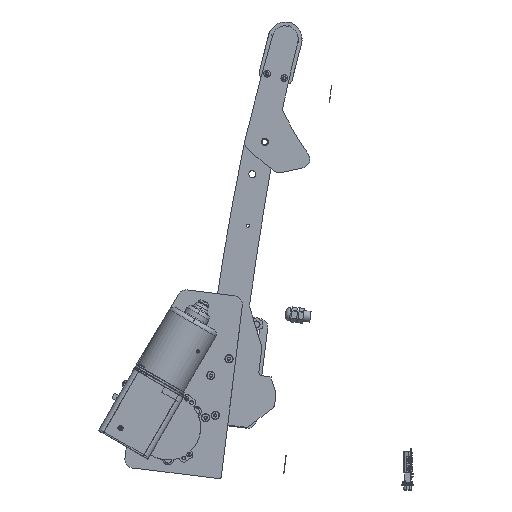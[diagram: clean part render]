
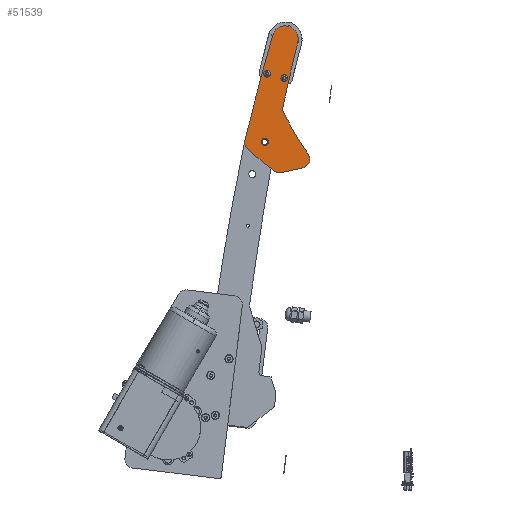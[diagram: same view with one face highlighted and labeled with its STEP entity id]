
A CAD part, left-side view. The second image highlights one B-rep face of the part: STEP entity #51539.
In plain terms, the highlighted face is planar.
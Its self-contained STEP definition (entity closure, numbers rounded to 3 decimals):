
#263 = VERTEX_POINT ( 'NONE', #97901 ) ;
#490 = DIRECTION ( 'NONE',  ( 0., 1., 0. ) ) ;
#953 = CARTESIAN_POINT ( 'NONE',  ( 9.341, 0., 26.569 ) ) ;
#2043 = DIRECTION ( 'NONE',  ( 0., 1., 0. ) ) ;
#2504 = CIRCLE ( 'NONE', #20976, 4000. ) ;
#2599 = DIRECTION ( 'NONE',  ( 0., 0., 1. ) ) ;
#2901 = CIRCLE ( 'NONE', #65147, 4. ) ;
#4955 = ORIENTED_EDGE ( 'NONE', *, *, #108332, .F. ) ;
#5805 = CIRCLE ( 'NONE', #152765, 14.6 ) ;
#6007 = CIRCLE ( 'NONE', #107763, 7. ) ;
#7311 = CARTESIAN_POINT ( 'NONE',  ( 0., 0., 33. ) ) ;
#12361 = CIRCLE ( 'NONE', #89004, 10. ) ;
#12370 = ORIENTED_EDGE ( 'NONE', *, *, #15266, .F. ) ;
#12572 = EDGE_CURVE ( 'NONE', #37353, #110587, #2504, .T. ) ;
#15266 = EDGE_CURVE ( 'NONE', #106843, #263, #87254, .T. ) ;
#15380 = DIRECTION ( 'NONE',  ( 0., 0., 1. ) ) ;
#15512 = AXIS2_PLACEMENT_3D ( 'NONE', #85170, #136261, #59260 ) ;
#15679 = ORIENTED_EDGE ( 'NONE', *, *, #130244, .F. ) ;
#15957 = AXIS2_PLACEMENT_3D ( 'NONE', #75553, #47472, #23765 ) ;
#16783 = VERTEX_POINT ( 'NONE', #42510 ) ;
#18383 = EDGE_CURVE ( 'NONE', #67851, #76933, #62117, .T. ) ;
#20600 = ORIENTED_EDGE ( 'NONE', *, *, #118046, .T. ) ;
#20976 = AXIS2_PLACEMENT_3D ( 'NONE', #58324, #158982, #71252 ) ;
#21477 = AXIS2_PLACEMENT_3D ( 'NONE', #132747, #55211, #130530 ) ;
#22263 = CARTESIAN_POINT ( 'NONE',  ( 9.341, 0., 26.569 ) ) ;
#23765 = DIRECTION ( 'NONE',  ( 0., 0., 1. ) ) ;
#24600 = DIRECTION ( 'NONE',  ( 0., 0., 1. ) ) ;
#26061 = AXIS2_PLACEMENT_3D ( 'NONE', #34521, #48575, #125055 ) ;
#29486 = CARTESIAN_POINT ( 'NONE',  ( 0., 0., 23. ) ) ;
#32011 = EDGE_CURVE ( 'NONE', #88609, #101569, #82177, .T. ) ;
#34521 = CARTESIAN_POINT ( 'NONE',  ( -249.004, 0., 133.138 ) ) ;
#36448 = CARTESIAN_POINT ( 'NONE',  ( -131., 0., -15. ) ) ;
#37353 = VERTEX_POINT ( 'NONE', #79534 ) ;
#37800 = CIRCLE ( 'NONE', #164312, 10. ) ;
#38280 = VERTEX_POINT ( 'NONE', #111237 ) ;
#38427 = CARTESIAN_POINT ( 'NONE',  ( -131., 0., -15. ) ) ;
#39148 = EDGE_CURVE ( 'NONE', #67953, #38280, #141516, .T. ) ;
#39555 = CARTESIAN_POINT ( 'NONE',  ( -216.708, 0., 244.67 ) ) ;
#40613 = PLANE ( 'NONE',  #21477 ) ;
#42510 = CARTESIAN_POINT ( 'NONE',  ( -13.071, 0., -16.128 ) ) ;
#45369 = CARTESIAN_POINT ( 'NONE',  ( 18.236, 0., -3.181 ) ) ;
#47472 = DIRECTION ( 'NONE',  ( 0., 1., 0. ) ) ;
#48163 = DIRECTION ( 'NONE',  ( 0.357, 0., -0.934 ) ) ;
#48575 = DIRECTION ( 'NONE',  ( 0., 1., 0. ) ) ;
#50245 = CARTESIAN_POINT ( 'NONE',  ( 12., 0., 0. ) ) ;
#51453 = ORIENTED_EDGE ( 'NONE', *, *, #120009, .F. ) ;
#51539 = ADVANCED_FACE ( 'NONE', ( #69702, #160198 ), #40613, .F. ) ;
#54813 = DIRECTION ( 'NONE',  ( 0., 1., 0. ) ) ;
#55211 = DIRECTION ( 'NONE',  ( 0., 1., 0. ) ) ;
#56882 = DIRECTION ( 'NONE',  ( 0., 0., 1. ) ) ;
#58324 = CARTESIAN_POINT ( 'NONE',  ( 200.96, 0., 3985.852 ) ) ;
#59111 = EDGE_CURVE ( 'NONE', #156070, #16783, #161019, .T. ) ;
#59260 = DIRECTION ( 'NONE',  ( 0., 0., 1. ) ) ;
#62117 = CIRCLE ( 'NONE', #15957, 3000. ) ;
#63452 = DIRECTION ( 'NONE',  ( 0., -1., 0. ) ) ;
#64740 = AXIS2_PLACEMENT_3D ( 'NONE', #89354, #63452, #24600 ) ;
#65147 = AXIS2_PLACEMENT_3D ( 'NONE', #108008, #135580, #56882 ) ;
#65452 = DIRECTION ( 'NONE',  ( 0., -1., 0. ) ) ;
#65760 = CARTESIAN_POINT ( 'NONE',  ( 0., 0., 23. ) ) ;
#66200 = CARTESIAN_POINT ( 'NONE',  ( -9.4, 0., -35.5 ) ) ;
#67851 = VERTEX_POINT ( 'NONE', #108910 ) ;
#67953 = VERTEX_POINT ( 'NONE', #136258 ) ;
#68155 = ORIENTED_EDGE ( 'NONE', *, *, #59111, .T. ) ;
#69497 = ORIENTED_EDGE ( 'NONE', *, *, #39148, .F. ) ;
#69702 = FACE_BOUND ( 'NONE', #116169, .T. ) ;
#71252 = DIRECTION ( 'NONE',  ( 0., 0., -1. ) ) ;
#72772 = EDGE_CURVE ( 'NONE', #110587, #67953, #121555, .T. ) ;
#75528 = EDGE_LOOP ( 'NONE', ( #69497, #164600, #106965, #138946, #51453, #130103, #135386, #12370, #75879, #112851, #15679, #4955 ) ) ;
#75553 = CARTESIAN_POINT ( 'NONE',  ( 244.012, 0., 2946.753 ) ) ;
#75879 = ORIENTED_EDGE ( 'NONE', *, *, #115186, .F. ) ;
#76933 = VERTEX_POINT ( 'NONE', #115297 ) ;
#79534 = CARTESIAN_POINT ( 'NONE',  ( -129.793, 0., -0.45 ) ) ;
#81845 = AXIS2_PLACEMENT_3D ( 'NONE', #50245, #153708, #152049 ) ;
#82177 = LINE ( 'NONE', #22263, #162702 ) ;
#85170 = CARTESIAN_POINT ( 'NONE',  ( -13.071, 0., -20.128 ) ) ;
#87254 = CIRCLE ( 'NONE', #26061, 300. ) ;
#88609 = VERTEX_POINT ( 'NONE', #953 ) ;
#89004 = AXIS2_PLACEMENT_3D ( 'NONE', #29486, #54813, #15380 ) ;
#89354 = CARTESIAN_POINT ( 'NONE',  ( -54., 0., 1. ) ) ;
#95157 = EDGE_CURVE ( 'NONE', #98703, #37353, #141771, .T. ) ;
#97901 = CARTESIAN_POINT ( 'NONE',  ( -3.676, 0., -39.529 ) ) ;
#98703 = VERTEX_POINT ( 'NONE', #140010 ) ;
#101569 = VERTEX_POINT ( 'NONE', #104942 ) ;
#102196 = DIRECTION ( 'NONE',  ( 0., 1., 0. ) ) ;
#102520 = DIRECTION ( 'NONE',  ( 0., 1., 0. ) ) ;
#104942 = CARTESIAN_POINT ( 'NONE',  ( 18.539, 0., 2.499 ) ) ;
#106843 = VERTEX_POINT ( 'NONE', #45369 ) ;
#106965 = ORIENTED_EDGE ( 'NONE', *, *, #12572, .F. ) ;
#107763 = AXIS2_PLACEMENT_3D ( 'NONE', #66200, #2043, #2599 ) ;
#108008 = CARTESIAN_POINT ( 'NONE',  ( -13.071, 0., -20.128 ) ) ;
#108332 = EDGE_CURVE ( 'NONE', #38280, #130069, #12361, .T. ) ;
#108910 = CARTESIAN_POINT ( 'NONE',  ( -9.993, 0., -42.475 ) ) ;
#110587 = VERTEX_POINT ( 'NONE', #127865 ) ;
#111237 = CARTESIAN_POINT ( 'NONE',  ( -6.991, 0., 30.151 ) ) ;
#112851 = ORIENTED_EDGE ( 'NONE', *, *, #32011, .F. ) ;
#115186 = EDGE_CURVE ( 'NONE', #101569, #106843, #155519, .T. ) ;
#115297 = CARTESIAN_POINT ( 'NONE',  ( -132.834, 0., -29.484 ) ) ;
#115431 = DIRECTION ( 'NONE',  ( 0., 0., 1. ) ) ;
#116169 = EDGE_LOOP ( 'NONE', ( #20600, #68155 ) ) ;
#118046 = EDGE_CURVE ( 'NONE', #16783, #156070, #2901, .T. ) ;
#120009 = EDGE_CURVE ( 'NONE', #76933, #98703, #5805, .T. ) ;
#121555 = CIRCLE ( 'NONE', #64740, 7. ) ;
#123054 = AXIS2_PLACEMENT_3D ( 'NONE', #39555, #65452, #155400 ) ;
#125055 = DIRECTION ( 'NONE',  ( 0., 0., 1. ) ) ;
#125998 = CARTESIAN_POINT ( 'NONE',  ( -13.071, 0., -24.128 ) ) ;
#127865 = CARTESIAN_POINT ( 'NONE',  ( -54.447, 0., -5.986 ) ) ;
#130069 = VERTEX_POINT ( 'NONE', #7311 ) ;
#130103 = ORIENTED_EDGE ( 'NONE', *, *, #18383, .F. ) ;
#130244 = EDGE_CURVE ( 'NONE', #130069, #88609, #37800, .T. ) ;
#130530 = DIRECTION ( 'NONE',  ( 0., 0., 1. ) ) ;
#132747 = CARTESIAN_POINT ( 'NONE',  ( -150., 0., 45. ) ) ;
#135386 = ORIENTED_EDGE ( 'NONE', *, *, #155393, .F. ) ;
#135580 = DIRECTION ( 'NONE',  ( 0., 1., 0. ) ) ;
#136258 = CARTESIAN_POINT ( 'NONE',  ( -50.113, 0., -4.821 ) ) ;
#136261 = DIRECTION ( 'NONE',  ( 0., 1., 0. ) ) ;
#138946 = ORIENTED_EDGE ( 'NONE', *, *, #95157, .F. ) ;
#140010 = CARTESIAN_POINT ( 'NONE',  ( -131., 0., -0.4 ) ) ;
#141516 = CIRCLE ( 'NONE', #123054, 300. ) ;
#141771 = CIRCLE ( 'NONE', #143225, 14.6 ) ;
#143225 = AXIS2_PLACEMENT_3D ( 'NONE', #36448, #102196, #166404 ) ;
#152049 = DIRECTION ( 'NONE',  ( 0., 0., 1. ) ) ;
#152765 = AXIS2_PLACEMENT_3D ( 'NONE', #38427, #102520, #115431 ) ;
#153708 = DIRECTION ( 'NONE',  ( 0., 1., 0. ) ) ;
#155393 = EDGE_CURVE ( 'NONE', #263, #67851, #6007, .T. ) ;
#155400 = DIRECTION ( 'NONE',  ( 0., 0., 1. ) ) ;
#155519 = CIRCLE ( 'NONE', #81845, 7. ) ;
#155711 = DIRECTION ( 'NONE',  ( 0., 0., 1. ) ) ;
#156070 = VERTEX_POINT ( 'NONE', #125998 ) ;
#158982 = DIRECTION ( 'NONE',  ( 0., -1., 0. ) ) ;
#160198 = FACE_OUTER_BOUND ( 'NONE', #75528, .T. ) ;
#161019 = CIRCLE ( 'NONE', #15512, 4. ) ;
#162702 = VECTOR ( 'NONE', #48163, 1000. ) ;
#164312 = AXIS2_PLACEMENT_3D ( 'NONE', #65760, #490, #155711 ) ;
#164600 = ORIENTED_EDGE ( 'NONE', *, *, #72772, .F. ) ;
#166404 = DIRECTION ( 'NONE',  ( 0., 0., 1. ) ) ;
